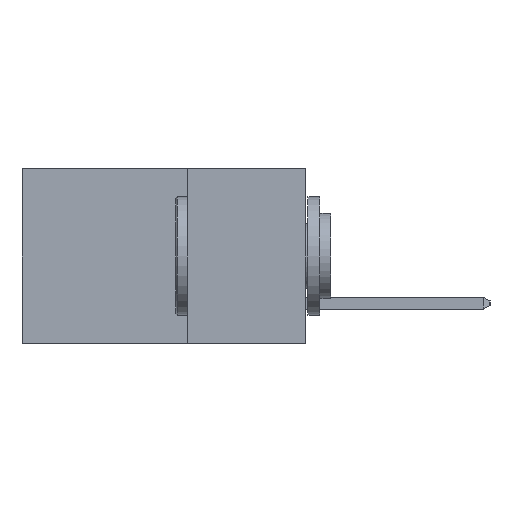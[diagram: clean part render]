
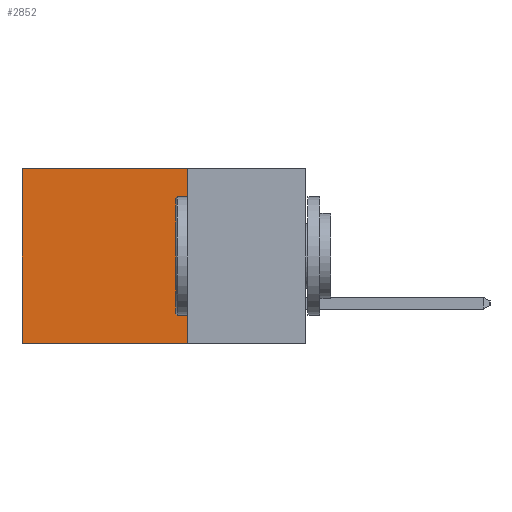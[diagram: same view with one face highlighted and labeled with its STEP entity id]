
A CAD part, left-side view. The second image highlights one B-rep face of the part: STEP entity #2852.
In plain terms, the highlighted planar face has unit normal (-1, 0, 0).
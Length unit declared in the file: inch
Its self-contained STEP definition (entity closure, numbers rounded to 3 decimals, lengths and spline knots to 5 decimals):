
#141 = CARTESIAN_POINT ( 'NONE',  ( 0.2615, 0.25, 0. ) ) ;
#217 = EDGE_CURVE ( 'NONE', #7548, #3812, #4969, .T. ) ;
#249 = CARTESIAN_POINT ( 'NONE',  ( 0.2615, 0.25, 0. ) ) ;
#608 = VECTOR ( 'NONE', #813, 39.37008 ) ;
#813 = DIRECTION ( 'NONE',  ( 0., 1., 0. ) ) ;
#1067 = DIRECTION ( 'NONE',  ( 0., 0., -1. ) ) ;
#1101 = DIRECTION ( 'NONE',  ( 1., 0., 0. ) ) ;
#1511 = AXIS2_PLACEMENT_3D ( 'NONE', #1565, #1101, #1067 ) ;
#1555 = PLANE ( 'NONE',  #1511 ) ;
#1565 = CARTESIAN_POINT ( 'NONE',  ( 0.2615, 0.25, -0.37 ) ) ;
#1570 = CARTESIAN_POINT ( 'NONE',  ( 0.2615, 0.25, -0.37 ) ) ;
#2133 = ORIENTED_EDGE ( 'NONE', *, *, #2596, .T. ) ;
#2384 = CARTESIAN_POINT ( 'NONE',  ( 0.2615, 0.25, -0.37 ) ) ;
#2577 = VERTEX_POINT ( 'NONE', #5701 ) ;
#2587 = CARTESIAN_POINT ( 'NONE',  ( 0.2615, 0.6, 0. ) ) ;
#2596 = EDGE_CURVE ( 'NONE', #7647, #2577, #8305, .T. ) ;
#2852 = ADVANCED_FACE ( 'NONE', ( #4832 ), #1555, .F. ) ;
#2902 = EDGE_CURVE ( 'NONE', #7548, #7647, #4169, .T. ) ;
#3001 = CARTESIAN_POINT ( 'NONE',  ( 0.2615, 0.25, -0.37 ) ) ;
#3171 = DIRECTION ( 'NONE',  ( 0., 0., -1. ) ) ;
#3812 = VERTEX_POINT ( 'NONE', #2384 ) ;
#3975 = ORIENTED_EDGE ( 'NONE', *, *, #8543, .F. ) ;
#4169 = LINE ( 'NONE', #141, #7590 ) ;
#4680 = EDGE_LOOP ( 'NONE', ( #2133, #3975, #8127, #7646 ) ) ;
#4729 = VECTOR ( 'NONE', #5208, 39.37008 ) ;
#4832 = FACE_OUTER_BOUND ( 'NONE', #4680, .T. ) ;
#4969 = LINE ( 'NONE', #1570, #6811 ) ;
#5208 = DIRECTION ( 'NONE',  ( 0., 0., -1. ) ) ;
#5400 = CARTESIAN_POINT ( 'NONE',  ( 0.2615, 0.6, -0.37 ) ) ;
#5701 = CARTESIAN_POINT ( 'NONE',  ( 0.2615, 0.6, -0.37 ) ) ;
#6496 = LINE ( 'NONE', #3001, #608 ) ;
#6811 = VECTOR ( 'NONE', #3171, 39.37008 ) ;
#7548 = VERTEX_POINT ( 'NONE', #249 ) ;
#7590 = VECTOR ( 'NONE', #8969, 39.37008 ) ;
#7646 = ORIENTED_EDGE ( 'NONE', *, *, #2902, .T. ) ;
#7647 = VERTEX_POINT ( 'NONE', #2587 ) ;
#8127 = ORIENTED_EDGE ( 'NONE', *, *, #217, .F. ) ;
#8305 = LINE ( 'NONE', #5400, #4729 ) ;
#8543 = EDGE_CURVE ( 'NONE', #3812, #2577, #6496, .T. ) ;
#8969 = DIRECTION ( 'NONE',  ( 0., 1., 0. ) ) ;
